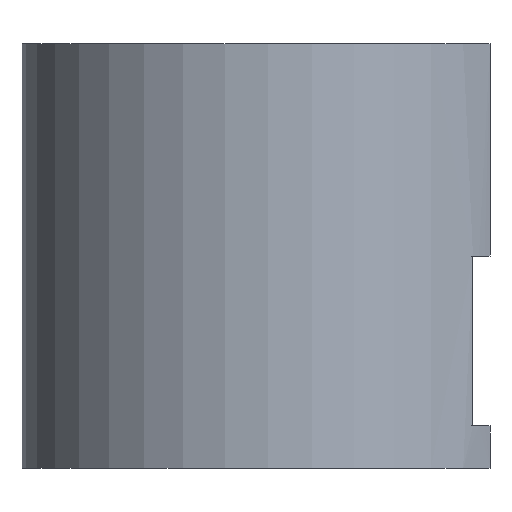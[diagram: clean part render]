
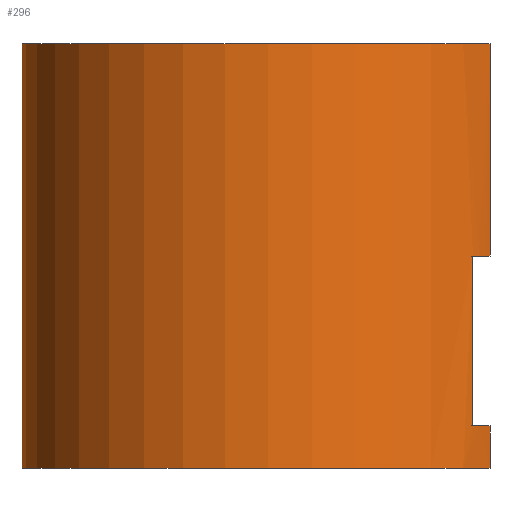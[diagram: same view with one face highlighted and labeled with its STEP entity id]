
A CAD part, left-side view. The second image highlights one B-rep face of the part: STEP entity #296.
In plain terms, the highlighted cylindrical face has radius 9 mm (diameter 18 mm), a partial arc.
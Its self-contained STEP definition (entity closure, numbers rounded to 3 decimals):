
#46=FACE_OUTER_BOUND('',#68,.T.);
#68=EDGE_LOOP('',(#259,#260,#261,#262,#263,#264,#265,#266,#267,#268,#269,
#270));
#71=LINE('',#446,#92);
#72=LINE('',#449,#93);
#73=LINE('',#455,#94);
#74=LINE('',#458,#95);
#87=LINE('',#509,#108);
#88=LINE('',#511,#109);
#92=VECTOR('',#353,10.);
#93=VECTOR('',#356,10.);
#94=VECTOR('',#361,10.);
#95=VECTOR('',#364,10.);
#108=VECTOR('',#419,10.);
#109=VECTOR('',#422,10.);
#117=CIRCLE('',#319,9.);
#119=CIRCLE('',#322,9.);
#120=CIRCLE('',#323,9.);
#127=CIRCLE('',#336,9.);
#128=CIRCLE('',#337,9.);
#130=CIRCLE('',#345,9.);
#131=VERTEX_POINT('',#442);
#132=VERTEX_POINT('',#443);
#133=VERTEX_POINT('',#445);
#134=VERTEX_POINT('',#447);
#135=VERTEX_POINT('',#451);
#136=VERTEX_POINT('',#452);
#137=VERTEX_POINT('',#454);
#138=VERTEX_POINT('',#456);
#140=VERTEX_POINT('',#464);
#144=VERTEX_POINT('',#472);
#151=VERTEX_POINT('',#496);
#155=VERTEX_POINT('',#504);
#158=EDGE_CURVE('',#133,#131,#71,.T.);
#160=EDGE_CURVE('',#132,#134,#72,.T.);
#162=EDGE_CURVE('',#137,#135,#73,.T.);
#164=EDGE_CURVE('',#136,#138,#74,.T.);
#165=EDGE_CURVE('',#136,#135,#117,.T.);
#167=EDGE_CURVE('',#132,#140,#119,.T.);
#172=EDGE_CURVE('',#144,#131,#120,.T.);
#182=EDGE_CURVE('',#151,#137,#127,.T.);
#187=EDGE_CURVE('',#138,#155,#128,.T.);
#189=EDGE_CURVE('',#144,#151,#87,.T.);
#190=EDGE_CURVE('',#140,#155,#88,.T.);
#195=EDGE_CURVE('',#134,#133,#130,.T.);
#259=ORIENTED_EDGE('',*,*,#162,.T.);
#260=ORIENTED_EDGE('',*,*,#165,.F.);
#261=ORIENTED_EDGE('',*,*,#164,.T.);
#262=ORIENTED_EDGE('',*,*,#187,.T.);
#263=ORIENTED_EDGE('',*,*,#190,.F.);
#264=ORIENTED_EDGE('',*,*,#167,.F.);
#265=ORIENTED_EDGE('',*,*,#160,.T.);
#266=ORIENTED_EDGE('',*,*,#195,.T.);
#267=ORIENTED_EDGE('',*,*,#158,.T.);
#268=ORIENTED_EDGE('',*,*,#172,.F.);
#269=ORIENTED_EDGE('',*,*,#189,.T.);
#270=ORIENTED_EDGE('',*,*,#182,.T.);
#280=CYLINDRICAL_SURFACE('',#344,9.);
#296=ADVANCED_FACE('',(#46),#280,.T.);
#319=AXIS2_PLACEMENT_3D('',#460,#367,#368);
#322=AXIS2_PLACEMENT_3D('',#465,#373,#374);
#323=AXIS2_PLACEMENT_3D('',#474,#379,#380);
#336=AXIS2_PLACEMENT_3D('',#497,#408,#409);
#337=AXIS2_PLACEMENT_3D('',#506,#414,#415);
#344=AXIS2_PLACEMENT_3D('',#520,#434,#435);
#345=AXIS2_PLACEMENT_3D('',#521,#436,#437);
#353=DIRECTION('',(0.,0.,1.));
#356=DIRECTION('',(0.,0.,-1.));
#361=DIRECTION('',(0.,0.,1.));
#364=DIRECTION('',(0.,0.,-1.));
#367=DIRECTION('center_axis',(0.,0.,1.));
#368=DIRECTION('ref_axis',(-1.,0.,0.));
#373=DIRECTION('center_axis',(0.,0.,1.));
#374=DIRECTION('ref_axis',(1.,0.,0.));
#379=DIRECTION('center_axis',(0.,0.,1.));
#380=DIRECTION('ref_axis',(1.,0.,0.));
#408=DIRECTION('center_axis',(0.,0.,1.));
#409=DIRECTION('ref_axis',(-1.,0.,0.));
#414=DIRECTION('center_axis',(0.,0.,1.));
#415=DIRECTION('ref_axis',(-1.,0.,0.));
#419=DIRECTION('',(0.,0.,1.));
#422=DIRECTION('',(0.,0.,1.));
#434=DIRECTION('center_axis',(0.,0.,1.));
#435=DIRECTION('ref_axis',(0.,1.,0.));
#436=DIRECTION('center_axis',(0.,0.,1.));
#437=DIRECTION('ref_axis',(1.,0.,0.));
#442=CARTESIAN_POINT('',(-4.937,-7.525,1.5));
#443=CARTESIAN_POINT('',(4.937,-7.525,1.5));
#445=CARTESIAN_POINT('',(-4.937,-7.525,0.));
#446=CARTESIAN_POINT('',(-4.937,-7.525,0.));
#447=CARTESIAN_POINT('',(4.937,-7.525,0.));
#449=CARTESIAN_POINT('',(4.937,-7.525,0.));
#451=CARTESIAN_POINT('',(-4.937,-7.525,15.));
#452=CARTESIAN_POINT('',(4.937,-7.525,15.));
#454=CARTESIAN_POINT('',(-4.937,-7.525,7.5));
#455=CARTESIAN_POINT('',(-4.937,-7.525,0.));
#456=CARTESIAN_POINT('',(4.937,-7.525,7.5));
#458=CARTESIAN_POINT('',(4.937,-7.525,0.));
#460=CARTESIAN_POINT('Origin',(0.,0.,15.));
#464=CARTESIAN_POINT('',(5.75,-6.924,1.5));
#465=CARTESIAN_POINT('Origin',(0.,0.,1.5));
#472=CARTESIAN_POINT('',(-5.75,-6.924,1.5));
#474=CARTESIAN_POINT('Origin',(0.,0.,1.5));
#496=CARTESIAN_POINT('',(-5.75,-6.924,7.5));
#497=CARTESIAN_POINT('Origin',(0.,0.,7.5));
#504=CARTESIAN_POINT('',(5.75,-6.924,7.5));
#506=CARTESIAN_POINT('Origin',(0.,0.,7.5));
#509=CARTESIAN_POINT('',(-5.75,-6.924,0.));
#511=CARTESIAN_POINT('',(5.75,-6.924,0.));
#520=CARTESIAN_POINT('Origin',(0.,0.,0.));
#521=CARTESIAN_POINT('Origin',(0.,0.,0.));
